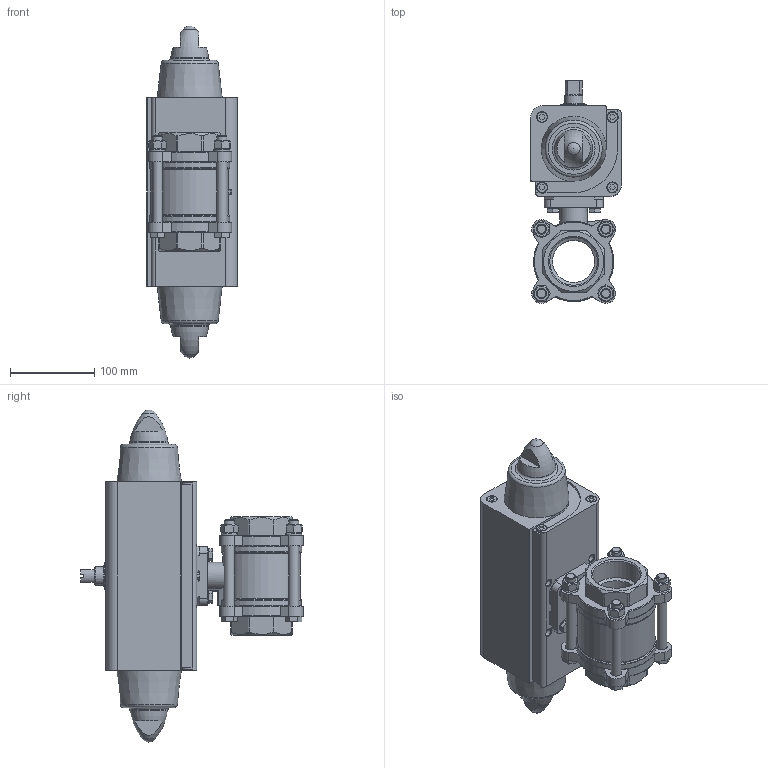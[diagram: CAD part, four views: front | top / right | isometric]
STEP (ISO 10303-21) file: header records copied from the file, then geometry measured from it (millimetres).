
FILE_DESCRIPTION(/* description */ ('STEP AP214'),/* implementation_level */ '2;1');
FILE_NAME(/* name */ '1758076_VZBA-2-GG-63-T-22-F0507-V4V4T-PS90-R-90-4-C',/* time_stamp */ '2024-09-18T00:24:17+02:00',/* author */ ('License CC BY-ND 4.0'),/* organization */ ('CADENAS'),/* preprocessor_version */ 'ST-DEVELOPER v19.3',/* originating_system */ 'PARTsolutions',/* authorisation */ ' ');
FILE_SCHEMA (('AUTOMOTIVE_DESIGN {1 0 10303 214 3 1 1}'));
Length unit declared in the file: millimetre
Products named in the file (7): 1758076 VZBA-2"-GG-63-T-22-F0507-V4V4T-PS90-R-90-4-C; 1686646 VZBA-2''-GG-63-T-22-F0507-V4V4T; 690068 S 8 A2; Hexagon bolt DIN 933 - M8x22; 8082124 DARQ-R-A-S22-S14-22; 533442 DAPS-0090-090-RS4-F0710---(1); 533442 DAPS-0090-090-RS4-F0710---(2)
Assembly tree (11 placements, depth 2):
  1758076 VZBA-2"-GG-63-T-22-F0507-V4V4T-PS90-R-90-4-C
    690068 S 8 A2  x4
    Hexagon bolt DIN 933 - M8x22  x4
    8082124 DARQ-R-A-S22-S14-22
    533442 DAPS-0090-090-RS4-F0710---(1)
    533442 DAPS-0090-090-RS4-F0710---(2)
  1686646 VZBA-2''-GG-63-T-22-F0507-V4V4T
Bounding box: 107.5 x 264.18 x 393.7 mm (x, y, z)
Volume: 3651154.2 mm3; surface area: 307344 mm2
Topology: 12 solids, 12 shells, 674 faces, 1676 edges, 1073 vertices
Faces by surface type: plane 365, cylinder 166, cone 105, torus 36, sphere 2
Full cylindrical faces by diameter (mm): 4.134 x8, 4.917 x1, 6.647 x4, 8 x4, 8.376 x4, 8.4 x4, 8.566 x2, 11.63 x4, 12 x8, 12.5 x9, 13 x12, 19 x1, 22 x1, 25.1 x1, 31 x2, 38.5 x1, 44 x2, 50 x1, 56.656 x2, 92 x1, 95 x1
Entity records: 17557 total; most frequent: CARTESIAN_POINT 3606, DIRECTION 2818, ORIENTED_EDGE 2636, EDGE_CURVE 1318, AXIS2_PLACEMENT_3D 1019, VERTEX_POINT 951, FACE_BOUND 851, EDGE_LOOP 832
